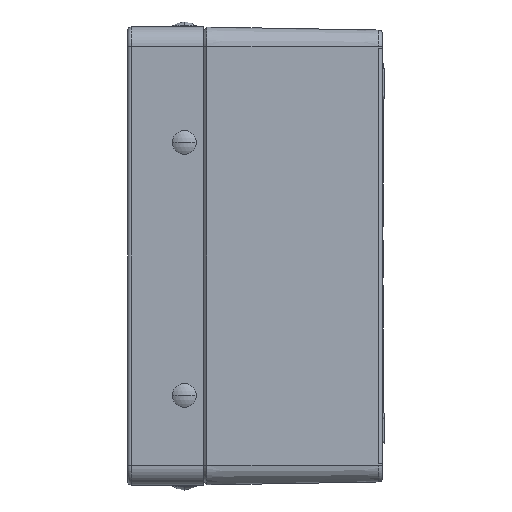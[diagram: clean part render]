
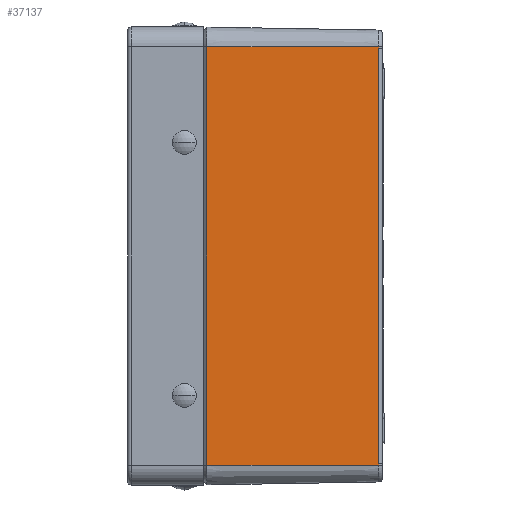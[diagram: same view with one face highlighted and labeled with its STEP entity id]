
A CAD part, left-side view. The second image highlights one B-rep face of the part: STEP entity #37137.
In plain terms, the highlighted planar face has unit normal (-1, -0.018, 0).
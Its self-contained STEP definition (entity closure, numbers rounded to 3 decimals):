
#2008 = CARTESIAN_POINT ( 'NONE',  ( -198.463, -88.035, -104.651 ) ) ;
#4580 = DIRECTION ( 'NONE',  ( -0.017, 1., 0. ) ) ;
#6427 = LINE ( 'NONE', #55087, #17872 ) ;
#6927 = CARTESIAN_POINT ( 'NONE',  ( -198.463, -88.035, -104.423 ) ) ;
#7761 = VERTEX_POINT ( 'NONE', #59984 ) ;
#9280 = EDGE_CURVE ( 'NONE', #34080, #38288, #6427, .T. ) ;
#9578 = LINE ( 'NONE', #27664, #47028 ) ;
#11635 = LINE ( 'NONE', #23071, #21573 ) ;
#11815 = CARTESIAN_POINT ( 'NONE',  ( -198.463, -88.035, -104.314 ) ) ;
#11862 = CARTESIAN_POINT ( 'NONE',  ( -198.463, -88.035, 104.314 ) ) ;
#14301 = CARTESIAN_POINT ( 'NONE',  ( -198.463, -88.035, 104.314 ) ) ;
#15028 = CARTESIAN_POINT ( 'NONE',  ( -198.463, -88.035, 105. ) ) ;
#16018 = VERTEX_POINT ( 'NONE', #15028 ) ;
#17872 = VECTOR ( 'NONE', #20902, 1000. ) ;
#19357 = PLANE ( 'NONE',  #22688 ) ;
#20013 = LINE ( 'NONE', #38732, #55982 ) ;
#20351 = VERTEX_POINT ( 'NONE', #55338 ) ;
#20902 = DIRECTION ( 'NONE',  ( 0., 0., -1. ) ) ;
#21271 = CARTESIAN_POINT ( 'NONE',  ( -199.969, -1.8, 105. ) ) ;
#21317 = ORIENTED_EDGE ( 'NONE', *, *, #33150, .F. ) ;
#21573 = VECTOR ( 'NONE', #27789, 1000. ) ;
#22688 = AXIS2_PLACEMENT_3D ( 'NONE', #53533, #58509, #29188 ) ;
#23071 = CARTESIAN_POINT ( 'NONE',  ( -198.463, -88.035, -105. ) ) ;
#24160 = CARTESIAN_POINT ( 'NONE',  ( -198.463, -88.035, 104.423 ) ) ;
#26328 = CARTESIAN_POINT ( 'NONE',  ( -198.463, -88.035, -104.826 ) ) ;
#27664 = CARTESIAN_POINT ( 'NONE',  ( -200., 0., -105. ) ) ;
#27789 = DIRECTION ( 'NONE',  ( 0., 0., 1. ) ) ;
#29073 = CARTESIAN_POINT ( 'NONE',  ( -198.463, -88.035, 104.651 ) ) ;
#29188 = DIRECTION ( 'NONE',  ( 0.017, -1., 0. ) ) ;
#32577 = DIRECTION ( 'NONE',  ( -0.017, 1., 0. ) ) ;
#33150 = EDGE_CURVE ( 'NONE', #7761, #38288, #9578, .T. ) ;
#33783 = CARTESIAN_POINT ( 'NONE',  ( -198.463, -88.035, 104.368 ) ) ;
#33983 = CARTESIAN_POINT ( 'NONE',  ( -198.463, -88.035, 105. ) ) ;
#34080 = VERTEX_POINT ( 'NONE', #21271 ) ;
#36156 = CARTESIAN_POINT ( 'NONE',  ( -198.463, -88.035, -104.477 ) ) ;
#36319 = ORIENTED_EDGE ( 'NONE', *, *, #36548, .T. ) ;
#36548 = EDGE_CURVE ( 'NONE', #20351, #53248, #11635, .T. ) ;
#37137 = ADVANCED_FACE ( 'NONE', ( #53625 ), #19357, .T. ) ;
#38288 = VERTEX_POINT ( 'NONE', #57054 ) ;
#38732 = CARTESIAN_POINT ( 'NONE',  ( -200., 0., 105. ) ) ;
#41073 = CARTESIAN_POINT ( 'NONE',  ( -198.463, -88.035, -104.368 ) ) ;
#41517 = ORIENTED_EDGE ( 'NONE', *, *, #50645, .T. ) ;
#41626 = EDGE_CURVE ( 'NONE', #53248, #16018, #53779, .T. ) ;
#41862 = ORIENTED_EDGE ( 'NONE', *, *, #53718, .T. ) ;
#43800 = EDGE_LOOP ( 'NONE', ( #41517, #48758, #21317, #41862, #36319, #43859 ) ) ;
#43859 = ORIENTED_EDGE ( 'NONE', *, *, #41626, .T. ) ;
#47028 = VECTOR ( 'NONE', #32577, 1000. ) ;
#48758 = ORIENTED_EDGE ( 'NONE', *, *, #9280, .T. ) ;
#50645 = EDGE_CURVE ( 'NONE', #16018, #34080, #20013, .T. ) ;
#50958 = B_SPLINE_CURVE_WITH_KNOTS ( 'NONE', 3,
 ( #60603, #26328, #2008, #36156, #6927, #41073, #11815 ),
 .UNSPECIFIED., .F., .F.,
 ( 4, 3, 4 ),
 ( 0., 0.001, 0.001 ),
 .UNSPECIFIED. ) ;
#53248 = VERTEX_POINT ( 'NONE', #11862 ) ;
#53533 = CARTESIAN_POINT ( 'NONE',  ( -200., 0., -105. ) ) ;
#53625 = FACE_OUTER_BOUND ( 'NONE', #43800, .T. ) ;
#53718 = EDGE_CURVE ( 'NONE', #7761, #20351, #50958, .T. ) ;
#53779 = B_SPLINE_CURVE_WITH_KNOTS ( 'NONE', 3,
 ( #14301, #33783, #24160, #58407, #29073, #63347, #33983 ),
 .UNSPECIFIED., .F., .F.,
 ( 4, 3, 4 ),
 ( 0., 0., 0.001 ),
 .UNSPECIFIED. ) ;
#55087 = CARTESIAN_POINT ( 'NONE',  ( -199.969, -1.8, -105. ) ) ;
#55338 = CARTESIAN_POINT ( 'NONE',  ( -198.463, -88.035, -104.314 ) ) ;
#55982 = VECTOR ( 'NONE', #4580, 1000. ) ;
#57054 = CARTESIAN_POINT ( 'NONE',  ( -199.969, -1.8, -105. ) ) ;
#58407 = CARTESIAN_POINT ( 'NONE',  ( -198.463, -88.035, 104.477 ) ) ;
#58509 = DIRECTION ( 'NONE',  ( -1., -0.017, 0. ) ) ;
#59984 = CARTESIAN_POINT ( 'NONE',  ( -198.463, -88.035, -105. ) ) ;
#60603 = CARTESIAN_POINT ( 'NONE',  ( -198.463, -88.035, -105. ) ) ;
#63347 = CARTESIAN_POINT ( 'NONE',  ( -198.463, -88.035, 104.826 ) ) ;
